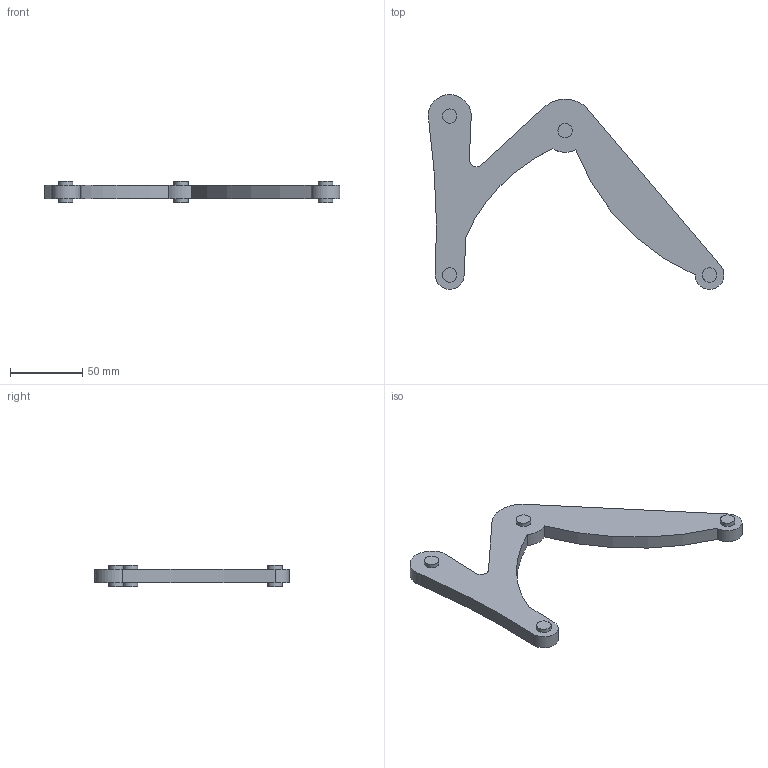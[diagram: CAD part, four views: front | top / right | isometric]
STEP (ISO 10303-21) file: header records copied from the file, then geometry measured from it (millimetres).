
FILE_DESCRIPTION(/* description */ (''),/* implementation_level */ '2;1');
FILE_NAME(/* name */ 'Bracket Assembly MK8.stp',/* time_stamp */ '2021-05-12T23:22:30+12:00',/* author */ ('Jawal'),/* organization */ (''),/* preprocessor_version */ 'ST-DEVELOPER v18.1',/* originating_system */ 'Autodesk Inventor 2021',/* authorisation */ '');
FILE_SCHEMA (('AUTOMOTIVE_DESIGN { 1 0 10303 214 3 1 1 }'));
Products named in the file (3): Bracket Assembly MK8; Pin; Bracket Concept MK8
Assembly tree (5 placements, depth 2):
  Bracket Assembly MK8
    Pin  x4
    Bracket Concept MK8
Bounding box: 204.98 x 135 x 15 mm (x, y, z)
Volume: 91209.8 mm3; surface area: 29221.8 mm2
Topology: 5 solids, 5 shells, 31 faces, 71 edges, 50 vertices
Faces by surface type: cylinder 16, plane 14, bspline 1
Full cylindrical faces by diameter (mm): 10 x8
Entity records: 837 total; most frequent: DIRECTION 140, CARTESIAN_POINT 137, ORIENTED_EDGE 112, AXIS2_PLACEMENT_3D 57, EDGE_CURVE 56, VERTEX_POINT 38, EDGE_LOOP 30, CIRCLE 28
